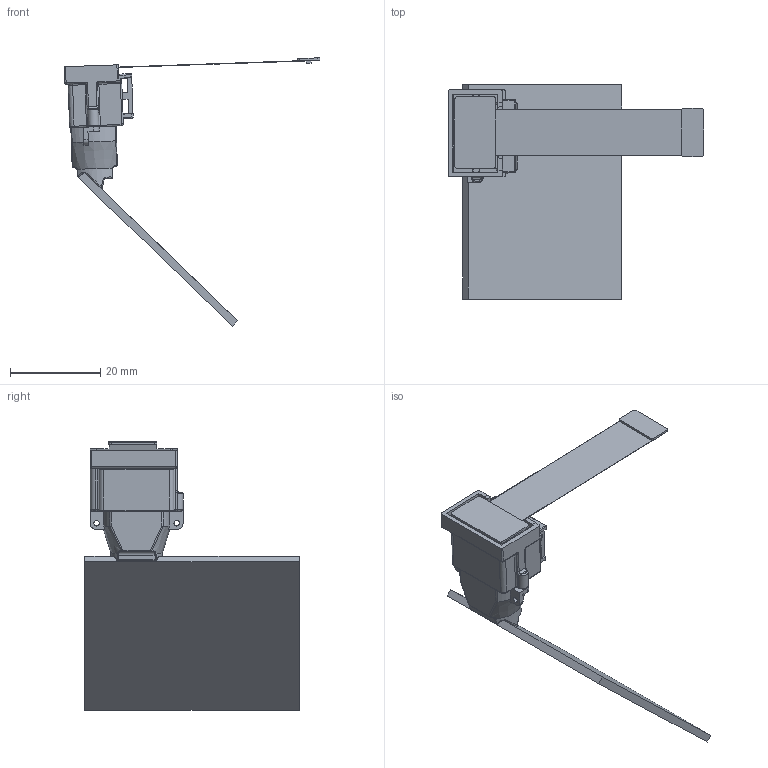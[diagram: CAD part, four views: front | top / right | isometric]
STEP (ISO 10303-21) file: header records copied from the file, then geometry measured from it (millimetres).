
FILE_DESCRIPTION (( 'STEP AP214' ), '1' );
FILE_NAME ('DM-ARM-102.STEP', '2024-08-08T03:57:02', ( '' ), ( '' ), 'SwSTEP 2.0', 'SolidWorks 2023', '' );
FILE_SCHEMA (( 'AUTOMOTIVE_DESIGN' ));
Length unit declared in the file: millimetre
Products named in the file (11): 2D-60-K1_1.STEP; MANIFOLD_SOLID_BREP_525445.STEP; 2D-60-PAD_1_ASM_1.STEP; MANIFOLD_SOLID_BREP_512011.STEP; MANIFOLD_SOLID_BREP_490775.STEP; DM-ARM-102.STEP; OP02220-MCTA-1C-Z_1.STEP; 2D-60_BD_ASM_1_ASM.STEP; BP-R_1_ASM.STEP; DM-ARM-102; 2D-60-K2_1_ASM_1.STEP
Assembly tree (10 placements, depth 5):
  DM-ARM-102
    DM-ARM-102.STEP
      2D-60_BD_ASM_1_ASM.STEP
        BP-R_1_ASM.STEP
          MANIFOLD_SOLID_BREP_490775.STEP
      2D-60-K2_1_ASM_1.STEP
        MANIFOLD_SOLID_BREP_512011.STEP
      2D-60-PAD_1_ASM_1.STEP
        MANIFOLD_SOLID_BREP_525445.STEP
      2D-60-K1_1.STEP
      OP02220-MCTA-1C-Z_1.STEP
Bounding box: 56.78 x 47.6 x 59.62 mm (x, y, z)
Volume: 5914.6 mm3; surface area: 9627.9 mm2
Topology: 5 solids, 5 shells, 524 faces, 1383 edges, 856 vertices
Faces by surface type: plane 254, cylinder 179, bspline 34, sphere 29, torus 24, cone 4
Entity records: 18042 total; most frequent: CARTESIAN_POINT 5098, ORIENTED_EDGE 2718, DIRECTION 2606, EDGE_CURVE 1359, AXIS2_PLACEMENT_3D 896, VERTEX_POINT 856, LINE 814, VECTOR 814
